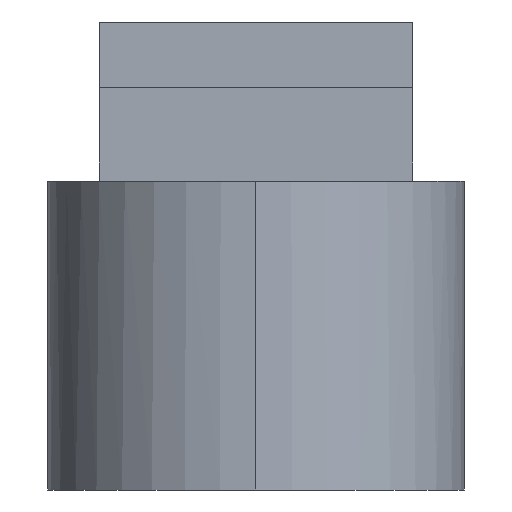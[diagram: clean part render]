
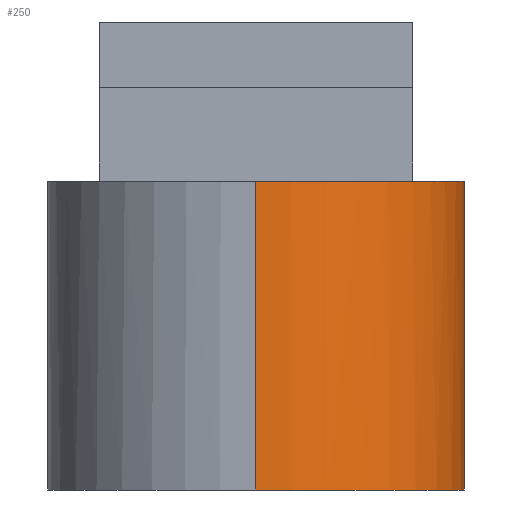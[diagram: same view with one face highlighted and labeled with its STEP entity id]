
A CAD part, left-side view. The second image highlights one B-rep face of the part: STEP entity #250.
In plain terms, the highlighted cylindrical face has radius 2.225 mm (diameter 4.45 mm), a partial arc.
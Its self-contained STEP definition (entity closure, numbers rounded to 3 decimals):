
#7 = AXIS2_PLACEMENT_3D ( 'NONE', #40, #294, #578 ) ;
#11 = VERTEX_POINT ( 'NONE', #484 ) ;
#33 = EDGE_CURVE ( 'NONE', #332, #355, #328, .T. ) ;
#40 = CARTESIAN_POINT ( 'NONE',  ( -2.7, 0., 3.3 ) ) ;
#41 = CARTESIAN_POINT ( 'NONE',  ( -4.925, 0., 3.3 ) ) ;
#46 = EDGE_LOOP ( 'NONE', ( #112, #437, #125, #520, #310 ) ) ;
#48 = CYLINDRICAL_SURFACE ( 'NONE', #471, 2.225 ) ;
#63 = FACE_OUTER_BOUND ( 'NONE', #46, .T. ) ;
#75 = VECTOR ( 'NONE', #269, 1000. ) ;
#80 = EDGE_CURVE ( 'NONE', #305, #11, #562, .T. ) ;
#83 = DIRECTION ( 'NONE',  ( -1., 0., 0. ) ) ;
#110 = CARTESIAN_POINT ( 'NONE',  ( -2.7, 0., 0. ) ) ;
#112 = ORIENTED_EDGE ( 'NONE', *, *, #241, .F. ) ;
#125 = ORIENTED_EDGE ( 'NONE', *, *, #551, .T. ) ;
#153 = DIRECTION ( 'NONE',  ( 1., 0., 0. ) ) ;
#203 = CARTESIAN_POINT ( 'NONE',  ( -4.165, -1.675, 3.3 ) ) ;
#223 = DIRECTION ( 'NONE',  ( 0., 0., -1. ) ) ;
#241 = EDGE_CURVE ( 'NONE', #332, #305, #426, .T. ) ;
#250 = ADVANCED_FACE ( 'NONE', ( #63 ), #48, .T. ) ;
#267 = CARTESIAN_POINT ( 'NONE',  ( -2.7, 0., 3.3 ) ) ;
#269 = DIRECTION ( 'NONE',  ( 0., 0., -1. ) ) ;
#273 = CARTESIAN_POINT ( 'NONE',  ( -4.925, 0., 0. ) ) ;
#294 = DIRECTION ( 'NONE',  ( 0., 0., 1. ) ) ;
#301 = EDGE_CURVE ( 'NONE', #11, #377, #386, .T. ) ;
#305 = VERTEX_POINT ( 'NONE', #203 ) ;
#310 = ORIENTED_EDGE ( 'NONE', *, *, #80, .F. ) ;
#328 = LINE ( 'NONE', #590, #443 ) ;
#332 = VERTEX_POINT ( 'NONE', #41 ) ;
#347 = AXIS2_PLACEMENT_3D ( 'NONE', #404, #452, #503 ) ;
#355 = VERTEX_POINT ( 'NONE', #273 ) ;
#367 = CARTESIAN_POINT ( 'NONE',  ( -2.7, -2.225, 0. ) ) ;
#377 = VERTEX_POINT ( 'NONE', #367 ) ;
#386 = LINE ( 'NONE', #402, #75 ) ;
#402 = CARTESIAN_POINT ( 'NONE',  ( -2.7, -2.225, 3.3 ) ) ;
#404 = CARTESIAN_POINT ( 'NONE',  ( -2.7, 0., 3.3 ) ) ;
#407 = CIRCLE ( 'NONE', #462, 2.225 ) ;
#424 = DIRECTION ( 'NONE',  ( 0., 0., 1. ) ) ;
#426 = CIRCLE ( 'NONE', #347, 2.225 ) ;
#437 = ORIENTED_EDGE ( 'NONE', *, *, #33, .T. ) ;
#443 = VECTOR ( 'NONE', #535, 1000. ) ;
#452 = DIRECTION ( 'NONE',  ( 0., 0., 1. ) ) ;
#462 = AXIS2_PLACEMENT_3D ( 'NONE', #110, #424, #153 ) ;
#471 = AXIS2_PLACEMENT_3D ( 'NONE', #267, #223, #83 ) ;
#484 = CARTESIAN_POINT ( 'NONE',  ( -2.7, -2.225, 3.3 ) ) ;
#503 = DIRECTION ( 'NONE',  ( 1., 0., 0. ) ) ;
#520 = ORIENTED_EDGE ( 'NONE', *, *, #301, .F. ) ;
#535 = DIRECTION ( 'NONE',  ( 0., 0., -1. ) ) ;
#551 = EDGE_CURVE ( 'NONE', #355, #377, #407, .T. ) ;
#562 = CIRCLE ( 'NONE', #7, 2.225 ) ;
#578 = DIRECTION ( 'NONE',  ( 1., 0., 0. ) ) ;
#590 = CARTESIAN_POINT ( 'NONE',  ( -4.925, 0., 3.3 ) ) ;
